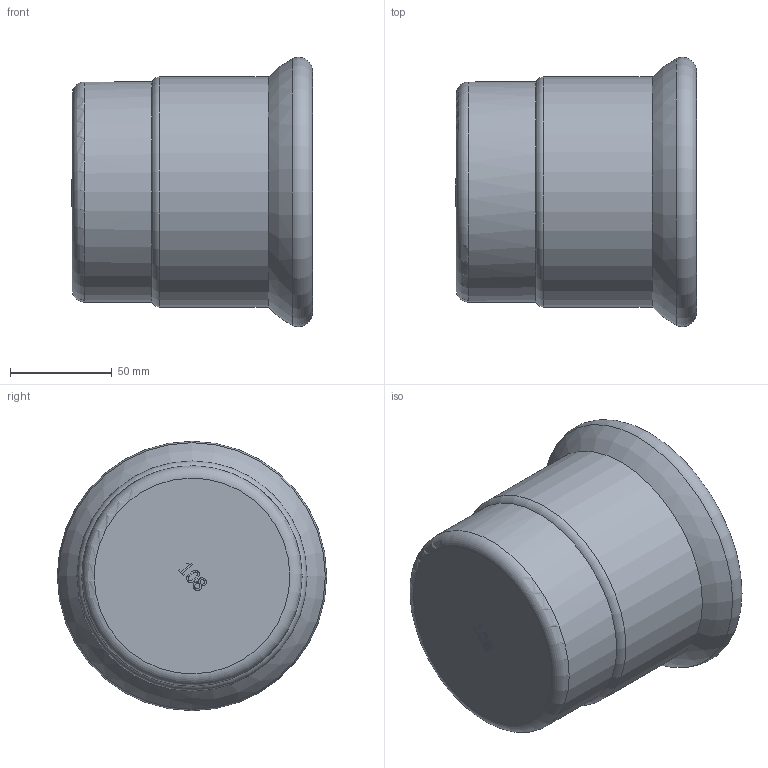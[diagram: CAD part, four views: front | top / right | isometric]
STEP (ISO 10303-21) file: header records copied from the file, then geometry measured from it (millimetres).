
FILE_DESCRIPTION(/* description */ ('TAPPO DI CHIUSURA De108'),/* implementation_level */ '2;1');
FILE_NAME(/* name */ '183108003_Inoxpres.stp',/* time_stamp */ '2022-10-13T11:42:03+02:00',/* author */ ('Vault'),/* organization */ ('Raccorderie metalliche s.p.a. '),/* preprocessor_version */ 'ST-DEVELOPER v18.1',/* originating_system */ 'Autodesk Inventor 2020',/* authorisation */ 'Raccorderie metalliche s.p.a. ');
FILE_SCHEMA (('AUTOMOTIVE_DESIGN { 1 0 10303 214 3 1 1 }'));
Length unit declared in the file: millimetre
Products named in the file (1): 183108003_Inoxpres
Bounding box: 118.5 x 132.09 x 132.09 mm (x, y, z)
Volume: 159222.4 mm3; surface area: 102137.5 mm2
Topology: 1 solids, 1 shells, 69 faces, 192 edges, 131 vertices
Faces by surface type: bspline 33, plane 20, cylinder 7, torus 7, cone 2
Full cylindrical faces by diameter (mm): 102 x1, 104 x1, 108 x1, 108.8 x1, 110.7 x2, 112.8 x1
Entity records: 2484 total; most frequent: CARTESIAN_POINT 835, ORIENTED_EDGE 384, DIRECTION 253, EDGE_CURVE 192, VERTEX_POINT 131, AXIS2_PLACEMENT_3D 88, LINE 77, VECTOR 77
